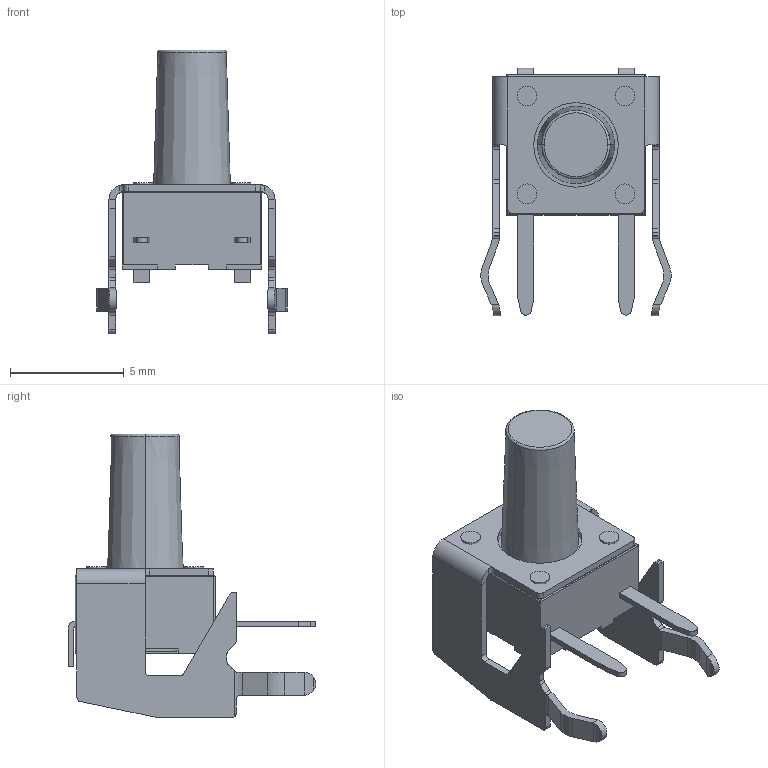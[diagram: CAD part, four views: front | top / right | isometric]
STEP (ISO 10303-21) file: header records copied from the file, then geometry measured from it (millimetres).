
FILE_DESCRIPTION (( 'STEP AP214' ), '1' );
FILE_NAME ('88700F44-3B3D-4EA3-B6D4-28C6DAF9BFA7.STEP', '2008-12-29T18:41:28', ( 'sysAdmin' ), ( 'SolidWorks' ), 'SwSTEP 2.0', 'SolidWorks 2009', '' );
FILE_SCHEMA (( 'AUTOMOTIVE_DESIGN' ));
Length unit declared in the file: millimetre
Products named in the file (1): 88700F44-3B3D-4EA3-B6D4-28C6DAF9BFA7
Bounding box: 8.37 x 10.88 x 12.47 mm (x, y, z)
Volume: 164.7 mm3; surface area: 609.1 mm2
Topology: 4 solids, 4 shells, 299 faces, 779 edges, 501 vertices
Faces by surface type: plane 166, cylinder 97, torus 18, sphere 12, bspline 4, cone 2
Entity records: 11238 total; most frequent: CARTESIAN_POINT 1734, DIRECTION 1568, ORIENTED_EDGE 1550, EDGE_CURVE 775, AXIS2_PLACEMENT_3D 531, LINE 506, VECTOR 506, VERTEX_POINT 501
